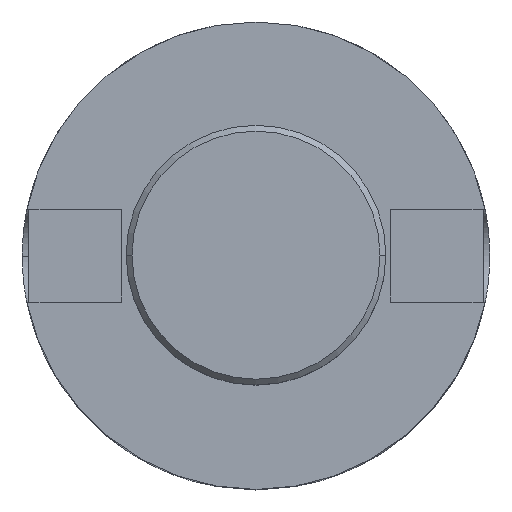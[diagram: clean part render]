
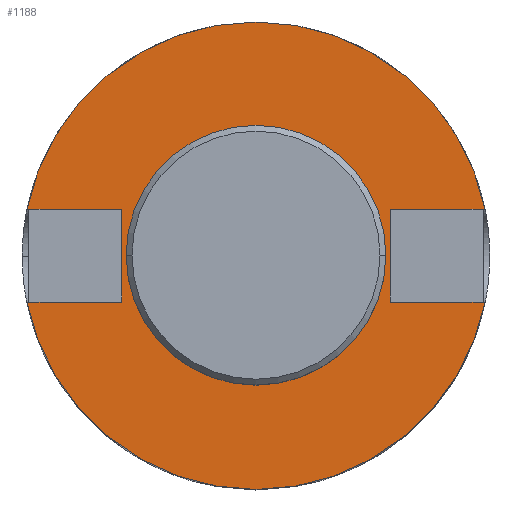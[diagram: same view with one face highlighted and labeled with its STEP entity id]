
A CAD part, top view. The second image highlights one B-rep face of the part: STEP entity #1188.
In plain terms, the highlighted planar face has unit normal (0, 0, 1).
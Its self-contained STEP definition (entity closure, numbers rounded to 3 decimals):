
#14 = CARTESIAN_POINT ( 'NONE',  ( -9.525, 0., 25.4 ) ) ;
#268 = DIRECTION ( 'NONE',  ( -1., 0., 0. ) ) ;
#304 = DIRECTION ( 'NONE',  ( 0., 0., -1. ) ) ;
#368 = CARTESIAN_POINT ( 'NONE',  ( -19.602, 3.969, 25.4 ) ) ;
#496 = CARTESIAN_POINT ( 'NONE',  ( 11.5, 3.969, 25.4 ) ) ;
#537 = CARTESIAN_POINT ( 'NONE',  ( 0., 0., 25.4 ) ) ;
#586 = LINE ( 'NONE', #3335, #841 ) ;
#681 = EDGE_CURVE ( 'NONE', #2809, #4737, #586, .T. ) ;
#726 = AXIS2_PLACEMENT_3D ( 'NONE', #5089, #304, #1484 ) ;
#793 = LINE ( 'NONE', #3231, #4225 ) ;
#841 = VECTOR ( 'NONE', #2498, 1000. ) ;
#859 = EDGE_CURVE ( 'NONE', #4561, #4786, #1204, .T. ) ;
#983 = LINE ( 'NONE', #4650, #1233 ) ;
#1018 = FACE_OUTER_BOUND ( 'NONE', #1617, .T. ) ;
#1022 = EDGE_CURVE ( 'NONE', #3273, #4161, #2077, .T. ) ;
#1026 = ORIENTED_EDGE ( 'NONE', *, *, #4033, .F. ) ;
#1057 = CARTESIAN_POINT ( 'NONE',  ( -11.5, 3.969, 25.4 ) ) ;
#1188 = ADVANCED_FACE ( 'NONE', ( #1018, #3312 ), #2528, .T. ) ;
#1204 = CIRCLE ( 'NONE', #1916, 20. ) ;
#1233 = VECTOR ( 'NONE', #268, 1000. ) ;
#1298 = EDGE_CURVE ( 'NONE', #2229, #4737, #3182, .T. ) ;
#1319 = EDGE_CURVE ( 'NONE', #1400, #4264, #2267, .T. ) ;
#1399 = CARTESIAN_POINT ( 'NONE',  ( 11.5, 3.969, 25.4 ) ) ;
#1400 = VERTEX_POINT ( 'NONE', #1462 ) ;
#1462 = CARTESIAN_POINT ( 'NONE',  ( -11.5, 3.969, 25.4 ) ) ;
#1484 = DIRECTION ( 'NONE',  ( -1., 0., 0. ) ) ;
#1494 = DIRECTION ( 'NONE',  ( 0., 0., -1. ) ) ;
#1536 = EDGE_CURVE ( 'NONE', #4786, #4264, #2503, .T. ) ;
#1617 = EDGE_LOOP ( 'NONE', ( #1026, #4525, #4383, #3643, #1629, #1934, #4527, #2056 ) ) ;
#1629 = ORIENTED_EDGE ( 'NONE', *, *, #5055, .T. ) ;
#1898 = VECTOR ( 'NONE', #5021, 1000. ) ;
#1916 = AXIS2_PLACEMENT_3D ( 'NONE', #3553, #1494, #3484 ) ;
#1934 = ORIENTED_EDGE ( 'NONE', *, *, #5148, .F. ) ;
#2011 = VERTEX_POINT ( 'NONE', #4643 ) ;
#2047 = AXIS2_PLACEMENT_3D ( 'NONE', #3185, #2430, #3219 ) ;
#2056 = ORIENTED_EDGE ( 'NONE', *, *, #1298, .F. ) ;
#2077 = CIRCLE ( 'NONE', #2047, 9.525 ) ;
#2121 = EDGE_LOOP ( 'NONE', ( #5075, #4332 ) ) ;
#2229 = VERTEX_POINT ( 'NONE', #368 ) ;
#2267 = LINE ( 'NONE', #1057, #1898 ) ;
#2288 = VECTOR ( 'NONE', #2934, 1000. ) ;
#2350 = CARTESIAN_POINT ( 'NONE',  ( 19.602, 3.969, 25.4 ) ) ;
#2389 = VECTOR ( 'NONE', #4290, 1000. ) ;
#2430 = DIRECTION ( 'NONE',  ( 0., 0., -1. ) ) ;
#2466 = CIRCLE ( 'NONE', #4265, 9.525 ) ;
#2498 = DIRECTION ( 'NONE',  ( 1., 0., 0. ) ) ;
#2503 = LINE ( 'NONE', #2670, #2389 ) ;
#2528 = PLANE ( 'NONE',  #3486 ) ;
#2670 = CARTESIAN_POINT ( 'NONE',  ( 0., -3.969, 25.4 ) ) ;
#2809 = VERTEX_POINT ( 'NONE', #496 ) ;
#2934 = DIRECTION ( 'NONE',  ( 0., -1., 0. ) ) ;
#3116 = CARTESIAN_POINT ( 'NONE',  ( -19.602, -3.969, 25.4 ) ) ;
#3145 = LINE ( 'NONE', #1399, #2288 ) ;
#3159 = EDGE_CURVE ( 'NONE', #4161, #3273, #2466, .T. ) ;
#3182 = CIRCLE ( 'NONE', #726, 20. ) ;
#3185 = CARTESIAN_POINT ( 'NONE',  ( 0., 0., 25.4 ) ) ;
#3219 = DIRECTION ( 'NONE',  ( -1., 0., 0. ) ) ;
#3231 = CARTESIAN_POINT ( 'NONE',  ( 0., -3.969, 25.4 ) ) ;
#3273 = VERTEX_POINT ( 'NONE', #4515 ) ;
#3275 = DIRECTION ( 'NONE',  ( 0., 0., -1. ) ) ;
#3312 = FACE_BOUND ( 'NONE', #2121, .T. ) ;
#3335 = CARTESIAN_POINT ( 'NONE',  ( 0., 3.969, 25.4 ) ) ;
#3350 = CARTESIAN_POINT ( 'NONE',  ( 0., 20., 25.4 ) ) ;
#3442 = CARTESIAN_POINT ( 'NONE',  ( 19.602, -3.969, 25.4 ) ) ;
#3484 = DIRECTION ( 'NONE',  ( -1., 0., 0. ) ) ;
#3486 = AXIS2_PLACEMENT_3D ( 'NONE', #3350, #4968, #4120 ) ;
#3553 = CARTESIAN_POINT ( 'NONE',  ( 0., 0., 25.4 ) ) ;
#3643 = ORIENTED_EDGE ( 'NONE', *, *, #859, .F. ) ;
#3707 = DIRECTION ( 'NONE',  ( -1., 0., 0. ) ) ;
#4033 = EDGE_CURVE ( 'NONE', #1400, #2229, #983, .T. ) ;
#4073 = CARTESIAN_POINT ( 'NONE',  ( -11.5, -3.969, 25.4 ) ) ;
#4120 = DIRECTION ( 'NONE',  ( 1., 0., 0. ) ) ;
#4161 = VERTEX_POINT ( 'NONE', #14 ) ;
#4225 = VECTOR ( 'NONE', #4899, 1000. ) ;
#4264 = VERTEX_POINT ( 'NONE', #4073 ) ;
#4265 = AXIS2_PLACEMENT_3D ( 'NONE', #537, #3275, #3707 ) ;
#4290 = DIRECTION ( 'NONE',  ( 1., 0., 0. ) ) ;
#4332 = ORIENTED_EDGE ( 'NONE', *, *, #1022, .T. ) ;
#4383 = ORIENTED_EDGE ( 'NONE', *, *, #1536, .F. ) ;
#4515 = CARTESIAN_POINT ( 'NONE',  ( 9.525, 0., 25.4 ) ) ;
#4525 = ORIENTED_EDGE ( 'NONE', *, *, #1319, .T. ) ;
#4527 = ORIENTED_EDGE ( 'NONE', *, *, #681, .T. ) ;
#4561 = VERTEX_POINT ( 'NONE', #3442 ) ;
#4643 = CARTESIAN_POINT ( 'NONE',  ( 11.5, -3.969, 25.4 ) ) ;
#4650 = CARTESIAN_POINT ( 'NONE',  ( 0., 3.969, 25.4 ) ) ;
#4737 = VERTEX_POINT ( 'NONE', #2350 ) ;
#4786 = VERTEX_POINT ( 'NONE', #3116 ) ;
#4899 = DIRECTION ( 'NONE',  ( -1., 0., 0. ) ) ;
#4968 = DIRECTION ( 'NONE',  ( 0., 0., 1. ) ) ;
#5021 = DIRECTION ( 'NONE',  ( 0., -1., 0. ) ) ;
#5055 = EDGE_CURVE ( 'NONE', #4561, #2011, #793, .T. ) ;
#5075 = ORIENTED_EDGE ( 'NONE', *, *, #3159, .T. ) ;
#5089 = CARTESIAN_POINT ( 'NONE',  ( 0., 0., 25.4 ) ) ;
#5148 = EDGE_CURVE ( 'NONE', #2809, #2011, #3145, .T. ) ;
